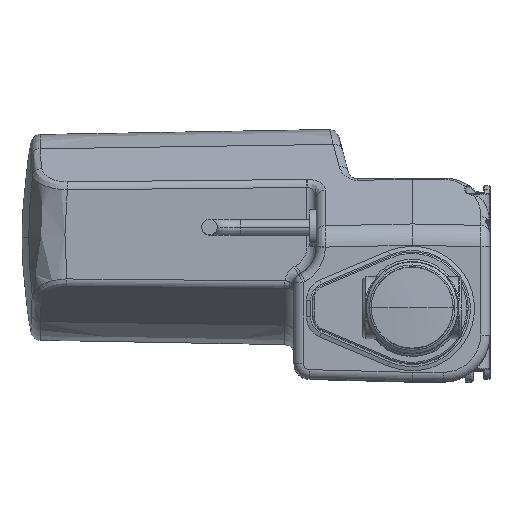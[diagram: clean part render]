
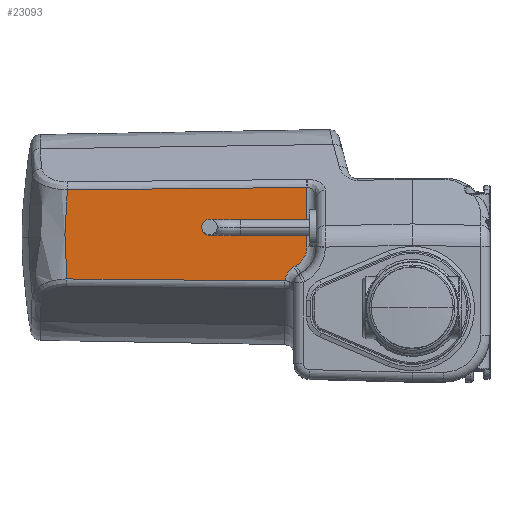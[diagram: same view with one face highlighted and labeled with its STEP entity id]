
A CAD part, top view. The second image highlights one B-rep face of the part: STEP entity #23093.
In plain terms, the highlighted planar face has unit normal (-0.018, 0, 1).
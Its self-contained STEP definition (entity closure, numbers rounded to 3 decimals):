
#250 = VERTEX_POINT ( 'NONE', #15899 ) ;
#1830 = VERTEX_POINT ( 'NONE', #16425 ) ;
#1872 = CARTESIAN_POINT ( 'NONE',  ( 0., 41., 77. ) ) ;
#2020 = CARTESIAN_POINT ( 'NONE',  ( -111.307, 33.444, 75.057 ) ) ;
#2158 = DIRECTION ( 'NONE',  ( -1., -0.01, -0.017 ) ) ;
#2734 = CARTESIAN_POINT ( 'NONE',  ( -33.833, 37.26, 76.409 ) ) ;
#2759 = EDGE_LOOP ( 'NONE', ( #19220, #6084, #19359, #25050, #17537, #7131, #21061, #7330 ) ) ;
#4157 = CARTESIAN_POINT ( 'NONE',  ( -111.63, 19.104, 75.051 ) ) ;
#5390 =( BOUNDED_CURVE ( )  B_SPLINE_CURVE ( 3, ( #9553, #22297, #11708, #26613 ),
 .UNSPECIFIED., .F., .F. ) 
 B_SPLINE_CURVE_WITH_KNOTS ( ( 4, 4 ),
 ( 1.035, 1.043 ),
 .UNSPECIFIED. ) 
 CURVE ( )  GEOMETRIC_REPRESENTATION_ITEM ( )  RATIONAL_B_SPLINE_CURVE ( ( 1., 1., 1., 1. ) ) 
 REPRESENTATION_ITEM ( '' )  );
#6084 = ORIENTED_EDGE ( 'NONE', *, *, #24005, .T. ) ;
#6192 = CARTESIAN_POINT ( 'NONE',  ( -38.009, 13.469, 76.337 ) ) ;
#6268 = CARTESIAN_POINT ( 'NONE',  ( -110.989, 9.568, 75.063 ) ) ;
#6348 = AXIS2_PLACEMENT_3D ( 'NONE', #1872, #8254, #23166 ) ;
#6900 = EDGE_CURVE ( 'NONE', #16671, #1830, #13507, .T. ) ;
#7131 = ORIENTED_EDGE ( 'NONE', *, *, #19665, .T. ) ;
#7237 = CARTESIAN_POINT ( 'NONE',  ( -40.937, 8.932, 76.285 ) ) ;
#7330 = ORIENTED_EDGE ( 'NONE', *, *, #21290, .T. ) ;
#7427 =( BOUNDED_CURVE ( )  B_SPLINE_CURVE ( 3, ( #8895, #21632, #11037, #25955 ),
 .UNSPECIFIED., .F., .F. ) 
 B_SPLINE_CURVE_WITH_KNOTS ( ( 4, 4 ),
 ( 0.104, 1.035 ),
 .UNSPECIFIED. ) 
 CURVE ( )  GEOMETRIC_REPRESENTATION_ITEM ( )  RATIONAL_B_SPLINE_CURVE ( ( 1., 0.929, 0.929, 1. ) ) 
 REPRESENTATION_ITEM ( '' )  );
#7910 = CARTESIAN_POINT ( 'NONE',  ( -35.104, 15.165, 76.387 ) ) ;
#8254 = DIRECTION ( 'NONE',  ( -0.017, 0., 1. ) ) ;
#8642 = CARTESIAN_POINT ( 'NONE',  ( -40.948, 8.932, 76.285 ) ) ;
#8895 = CARTESIAN_POINT ( 'NONE',  ( -40.915, 8.932, 76.286 ) ) ;
#9205 = CARTESIAN_POINT ( 'NONE',  ( -40.948, 8.932, 76.285 ) ) ;
#9257 = VERTEX_POINT ( 'NONE', #6192 ) ;
#9393 = CARTESIAN_POINT ( 'NONE',  ( -40.926, 8.932, 76.286 ) ) ;
#9553 = CARTESIAN_POINT ( 'NONE',  ( -38.009, 13.469, 76.337 ) ) ;
#9605 = CARTESIAN_POINT ( 'NONE',  ( -0.294, 8.563, 76.995 ) ) ;
#9908 = CARTESIAN_POINT ( 'NONE',  ( -110.817, 38.201, 75.066 ) ) ;
#10460 = CARTESIAN_POINT ( 'NONE',  ( -110.817, 38.201, 75.066 ) ) ;
#10483 = CARTESIAN_POINT ( 'NONE',  ( -37.309, 13.881, 76.349 ) ) ;
#10595 = LINE ( 'NONE', #12763, #15594 ) ;
#11037 = CARTESIAN_POINT ( 'NONE',  ( -39.672, 12.483, 76.308 ) ) ;
#11179 =( BOUNDED_CURVE ( )  B_SPLINE_CURVE ( 3, ( #22824, #7910, #12207, #27119 ),
 .UNSPECIFIED., .F., .F. ) 
 B_SPLINE_CURVE_WITH_KNOTS ( ( 4, 4 ),
 ( 2.098, 3.142 ),
 .UNSPECIFIED. ) 
 CURVE ( )  GEOMETRIC_REPRESENTATION_ITEM ( )  RATIONAL_B_SPLINE_CURVE ( ( 1., 0.911, 0.911, 1. ) ) 
 REPRESENTATION_ITEM ( '' )  );
#11708 = CARTESIAN_POINT ( 'NONE',  ( -37.543, 13.744, 76.345 ) ) ;
#11966 = CARTESIAN_POINT ( 'NONE',  ( -40.915, 8.932, 76.286 ) ) ;
#12207 = CARTESIAN_POINT ( 'NONE',  ( -33.833, 17.378, 76.409 ) ) ;
#12542 = FACE_OUTER_BOUND ( 'NONE', #2759, .T. ) ;
#12763 = CARTESIAN_POINT ( 'NONE',  ( 0.017, 39.298, 77. ) ) ;
#12846 = VECTOR ( 'NONE', #15248, 1000. ) ;
#13190 = B_SPLINE_CURVE_WITH_KNOTS ( 'NONE', 3,
 ( #10460, #2020, #16893, #4157, #19024, #6268 ),
 .UNSPECIFIED., .F., .F.,
 ( 4, 2, 4 ),
 ( 0.002, 0.016, 0.03 ),
 .UNSPECIFIED. ) ;
#13507 = LINE ( 'NONE', #2734, #12846 ) ;
#15248 = DIRECTION ( 'NONE',  ( 0., 1., 0. ) ) ;
#15594 = VECTOR ( 'NONE', #2158, 1000. ) ;
#15899 = CARTESIAN_POINT ( 'NONE',  ( -110.989, 9.568, 75.063 ) ) ;
#16425 = CARTESIAN_POINT ( 'NONE',  ( -33.833, 38.963, 76.409 ) ) ;
#16481 = VECTOR ( 'NONE', #22455, 1000. ) ;
#16671 = VERTEX_POINT ( 'NONE', #20464 ) ;
#16734 = PLANE ( 'NONE',  #6348 ) ;
#16893 = CARTESIAN_POINT ( 'NONE',  ( -111.572, 28.673, 75.053 ) ) ;
#17537 = ORIENTED_EDGE ( 'NONE', *, *, #19101, .T. ) ;
#18363 = VERTEX_POINT ( 'NONE', #8642 ) ;
#18910 = EDGE_CURVE ( 'NONE', #25153, #9257, #7427, .T. ) ;
#19024 = CARTESIAN_POINT ( 'NONE',  ( -111.423, 14.331, 75.055 ) ) ;
#19101 = EDGE_CURVE ( 'NONE', #9257, #20264, #5390, .T. ) ;
#19220 = ORIENTED_EDGE ( 'NONE', *, *, #22367, .T. ) ;
#19359 = ORIENTED_EDGE ( 'NONE', *, *, #22788, .T. ) ;
#19665 = EDGE_CURVE ( 'NONE', #20264, #16671, #11179, .T. ) ;
#20264 = VERTEX_POINT ( 'NONE', #10483 ) ;
#20464 = CARTESIAN_POINT ( 'NONE',  ( -33.833, 19.929, 76.409 ) ) ;
#21061 = ORIENTED_EDGE ( 'NONE', *, *, #6900, .T. ) ;
#21290 = EDGE_CURVE ( 'NONE', #1830, #23421, #10595, .T. ) ;
#21632 = CARTESIAN_POINT ( 'NONE',  ( -40.714, 10.855, 76.289 ) ) ;
#22146 = LINE ( 'NONE', #9605, #16481 ) ;
#22297 = CARTESIAN_POINT ( 'NONE',  ( -37.776, 13.607, 76.341 ) ) ;
#22367 = EDGE_CURVE ( 'NONE', #23421, #250, #13190, .T. ) ;
#22455 = DIRECTION ( 'NONE',  ( 1., -0.009, 0.017 ) ) ;
#22788 = EDGE_CURVE ( 'NONE', #18363, #25153, #26862, .T. ) ;
#22824 = CARTESIAN_POINT ( 'NONE',  ( -37.309, 13.881, 76.349 ) ) ;
#23093 = ADVANCED_FACE ( 'NONE', ( #12542 ), #16734, .T. ) ;
#23166 = DIRECTION ( 'NONE',  ( 1., 0., 0.017 ) ) ;
#23421 = VERTEX_POINT ( 'NONE', #9908 ) ;
#24005 = EDGE_CURVE ( 'NONE', #250, #18363, #22146, .T. ) ;
#24285 = CARTESIAN_POINT ( 'NONE',  ( -40.915, 8.932, 76.286 ) ) ;
#25050 = ORIENTED_EDGE ( 'NONE', *, *, #18910, .T. ) ;
#25153 = VERTEX_POINT ( 'NONE', #11966 ) ;
#25955 = CARTESIAN_POINT ( 'NONE',  ( -38.009, 13.469, 76.337 ) ) ;
#26613 = CARTESIAN_POINT ( 'NONE',  ( -37.309, 13.881, 76.349 ) ) ;
#26862 =( BOUNDED_CURVE ( )  B_SPLINE_CURVE ( 3, ( #9205, #7237, #9393, #24285 ),
 .UNSPECIFIED., .F., .F. ) 
 B_SPLINE_CURVE_WITH_KNOTS ( ( 4, 4 ),
 ( 3.129, 3.134 ),
 .UNSPECIFIED. ) 
 CURVE ( )  GEOMETRIC_REPRESENTATION_ITEM ( )  RATIONAL_B_SPLINE_CURVE ( ( 1., 1., 1., 1. ) ) 
 REPRESENTATION_ITEM ( '' )  );
#27119 = CARTESIAN_POINT ( 'NONE',  ( -33.833, 19.929, 76.409 ) ) ;
